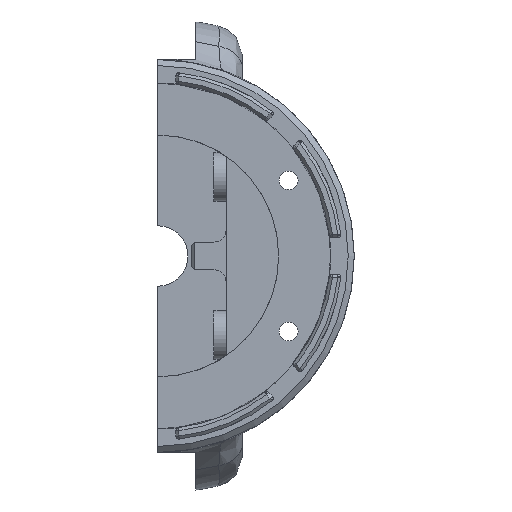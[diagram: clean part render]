
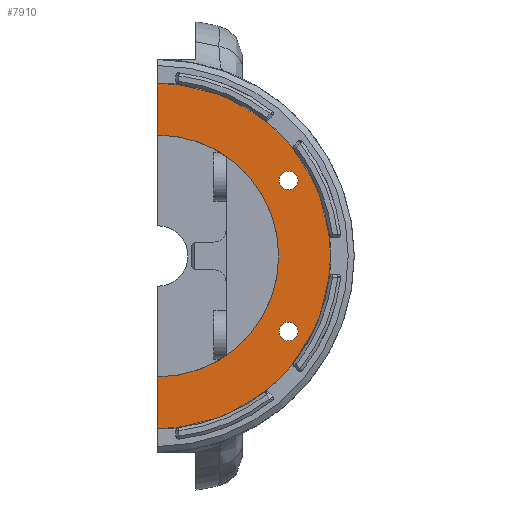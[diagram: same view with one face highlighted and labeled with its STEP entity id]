
A CAD part, front view. The second image highlights one B-rep face of the part: STEP entity #7910.
In plain terms, the highlighted planar face has unit normal (0, -1, 0).
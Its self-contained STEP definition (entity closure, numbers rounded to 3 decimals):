
#237 = CARTESIAN_POINT ( 'NONE',  ( 0., 6., -20. ) ) ;
#277 = VECTOR ( 'NONE', #19415, 1000. ) ;
#574 = FACE_BOUND ( 'NONE', #13627, .T. ) ;
#918 = ORIENTED_EDGE ( 'NONE', *, *, #15734, .T. ) ;
#1324 = DIRECTION ( 'NONE',  ( 0., 0., -1. ) ) ;
#2143 = AXIS2_PLACEMENT_3D ( 'NONE', #7220, #7446, #14316 ) ;
#2445 = CARTESIAN_POINT ( 'NONE',  ( 0., 6., 20. ) ) ;
#2459 = CARTESIAN_POINT ( 'NONE',  ( 21.651, 6., 10.95 ) ) ;
#2819 = DIRECTION ( 'NONE',  ( 0., -1., 0. ) ) ;
#2906 = CARTESIAN_POINT ( 'NONE',  ( 0., 6., 0. ) ) ;
#3411 = VERTEX_POINT ( 'NONE', #2445 ) ;
#3723 = CIRCLE ( 'NONE', #8985, 20. ) ;
#3898 = DIRECTION ( 'NONE',  ( 0., 1., 0. ) ) ;
#4039 = CARTESIAN_POINT ( 'NONE',  ( 0., 6., -28.6 ) ) ;
#4085 = VERTEX_POINT ( 'NONE', #15379 ) ;
#4516 = DIRECTION ( 'NONE',  ( 0., 1., 0. ) ) ;
#5266 = DIRECTION ( 'NONE',  ( 0., 0., -1. ) ) ;
#6121 = ORIENTED_EDGE ( 'NONE', *, *, #11923, .T. ) ;
#6138 = CIRCLE ( 'NONE', #19947, 28.6 ) ;
#6535 = DIRECTION ( 'NONE',  ( 0., 1., 0. ) ) ;
#6598 = CIRCLE ( 'NONE', #18119, 1.55 ) ;
#6857 = EDGE_LOOP ( 'NONE', ( #21841, #12686, #8335, #918 ) ) ;
#6916 = CARTESIAN_POINT ( 'NONE',  ( 0., 6., 28.6 ) ) ;
#7220 = CARTESIAN_POINT ( 'NONE',  ( 21.651, 6., -12.5 ) ) ;
#7446 = DIRECTION ( 'NONE',  ( 0., 1., 0. ) ) ;
#7910 = ADVANCED_FACE ( 'NONE', ( #18463, #13080, #574 ), #17047, .T. ) ;
#8335 = ORIENTED_EDGE ( 'NONE', *, *, #21119, .T. ) ;
#8617 = CARTESIAN_POINT ( 'NONE',  ( 21.651, 6., -12.5 ) ) ;
#8985 = AXIS2_PLACEMENT_3D ( 'NONE', #12792, #3898, #11043 ) ;
#9564 = VERTEX_POINT ( 'NONE', #4039 ) ;
#9619 = DIRECTION ( 'NONE',  ( 0., 1., 0. ) ) ;
#10503 = DIRECTION ( 'NONE',  ( 0., -1., 0. ) ) ;
#10951 = EDGE_CURVE ( 'NONE', #21605, #21744, #14075, .T. ) ;
#11042 = EDGE_LOOP ( 'NONE', ( #15320, #15430 ) ) ;
#11043 = DIRECTION ( 'NONE',  ( 0., 0., -1. ) ) ;
#11256 = CARTESIAN_POINT ( 'NONE',  ( 21.651, 6., 12.5 ) ) ;
#11630 = DIRECTION ( 'NONE',  ( 0., 0., -1. ) ) ;
#11923 = EDGE_CURVE ( 'NONE', #21744, #21605, #21612, .T. ) ;
#12202 = AXIS2_PLACEMENT_3D ( 'NONE', #8617, #6535, #20776 ) ;
#12366 = CIRCLE ( 'NONE', #21750, 1.55 ) ;
#12686 = ORIENTED_EDGE ( 'NONE', *, *, #20576, .T. ) ;
#12792 = CARTESIAN_POINT ( 'NONE',  ( 0., 6., 0. ) ) ;
#12944 = CARTESIAN_POINT ( 'NONE',  ( 21.651, 6., -14.05 ) ) ;
#13080 = FACE_BOUND ( 'NONE', #11042, .T. ) ;
#13572 = DIRECTION ( 'NONE',  ( 0., 0., -1. ) ) ;
#13627 = EDGE_LOOP ( 'NONE', ( #6121, #19146 ) ) ;
#14075 = CIRCLE ( 'NONE', #12202, 1.55 ) ;
#14316 = DIRECTION ( 'NONE',  ( 0., 0., -1. ) ) ;
#15320 = ORIENTED_EDGE ( 'NONE', *, *, #22682, .T. ) ;
#15345 = VERTEX_POINT ( 'NONE', #2459 ) ;
#15379 = CARTESIAN_POINT ( 'NONE',  ( 21.651, 6., 14.05 ) ) ;
#15390 = CARTESIAN_POINT ( 'NONE',  ( 0., 6., 0. ) ) ;
#15430 = ORIENTED_EDGE ( 'NONE', *, *, #16801, .T. ) ;
#15734 = EDGE_CURVE ( 'NONE', #9564, #18083, #6138, .T. ) ;
#16801 = EDGE_CURVE ( 'NONE', #15345, #4085, #6598, .T. ) ;
#17047 = PLANE ( 'NONE',  #17125 ) ;
#17125 = AXIS2_PLACEMENT_3D ( 'NONE', #17517, #10503, #5266 ) ;
#17432 = LINE ( 'NONE', #2906, #23161 ) ;
#17517 = CARTESIAN_POINT ( 'NONE',  ( 0., 6., 0. ) ) ;
#17873 = LINE ( 'NONE', #17984, #277 ) ;
#17984 = CARTESIAN_POINT ( 'NONE',  ( 0., 6., 0. ) ) ;
#18083 = VERTEX_POINT ( 'NONE', #6916 ) ;
#18119 = AXIS2_PLACEMENT_3D ( 'NONE', #11256, #9619, #20623 ) ;
#18213 = EDGE_CURVE ( 'NONE', #18083, #3411, #17873, .T. ) ;
#18463 = FACE_OUTER_BOUND ( 'NONE', #6857, .T. ) ;
#19146 = ORIENTED_EDGE ( 'NONE', *, *, #10951, .T. ) ;
#19248 = VERTEX_POINT ( 'NONE', #237 ) ;
#19415 = DIRECTION ( 'NONE',  ( 0., 0., -1. ) ) ;
#19947 = AXIS2_PLACEMENT_3D ( 'NONE', #15390, #2819, #1324 ) ;
#20053 = CARTESIAN_POINT ( 'NONE',  ( 21.651, 6., -10.95 ) ) ;
#20537 = CARTESIAN_POINT ( 'NONE',  ( 21.651, 6., 12.5 ) ) ;
#20576 = EDGE_CURVE ( 'NONE', #3411, #19248, #3723, .T. ) ;
#20623 = DIRECTION ( 'NONE',  ( 0., 0., -1. ) ) ;
#20776 = DIRECTION ( 'NONE',  ( 0., 0., -1. ) ) ;
#21119 = EDGE_CURVE ( 'NONE', #19248, #9564, #17432, .T. ) ;
#21605 = VERTEX_POINT ( 'NONE', #12944 ) ;
#21612 = CIRCLE ( 'NONE', #2143, 1.55 ) ;
#21744 = VERTEX_POINT ( 'NONE', #20053 ) ;
#21750 = AXIS2_PLACEMENT_3D ( 'NONE', #20537, #4516, #11630 ) ;
#21841 = ORIENTED_EDGE ( 'NONE', *, *, #18213, .T. ) ;
#22682 = EDGE_CURVE ( 'NONE', #4085, #15345, #12366, .T. ) ;
#23161 = VECTOR ( 'NONE', #13572, 1000. ) ;
